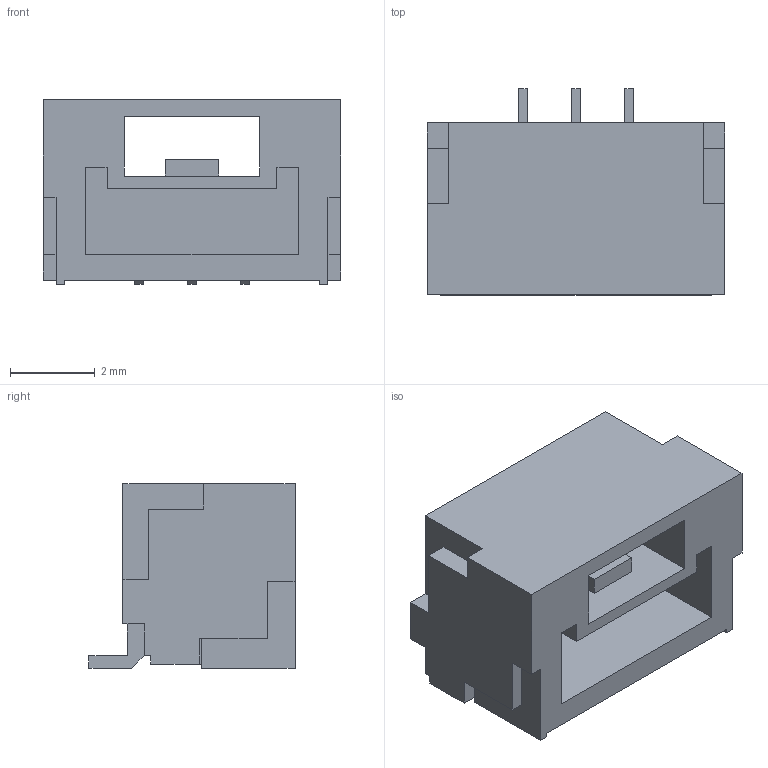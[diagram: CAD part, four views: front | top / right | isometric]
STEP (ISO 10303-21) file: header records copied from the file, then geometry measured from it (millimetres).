
FILE_DESCRIPTION(('FreeCAD Model'),'2;1');
FILE_NAME('JST_GH_SM03B-GHS-TB_03x1.25mm_Angled.STEP','2016-03-29T10:33:40',( 'Author'),(''),'Open CASCADE STEP processor 6.8','FreeCAD','Unknown' );
FILE_SCHEMA(('AUTOMOTIVE_DESIGN_CC2 { 1 2 10303 214 -1 1 5 4 }'));
Length unit declared in the file: millimetre
Products named in the file (1): SM03B-GHS
Bounding box: 7 x 4.85 x 4.35 mm (x, y, z)
Volume: 74.9 mm3; surface area: 225.6 mm2
Topology: 1 solids, 1 shells, 80 faces, 220 edges, 144 vertices
Faces by surface type: plane 80
Entity records: 5917 total; most frequent: CARTESIAN_POINT 885, DIRECTION 822, LINE 660, VECTOR 660, ORIENTED_EDGE 440, PCURVE 440, DEFINITIONAL_REPRESENTATION 440, EDGE_CURVE 220
